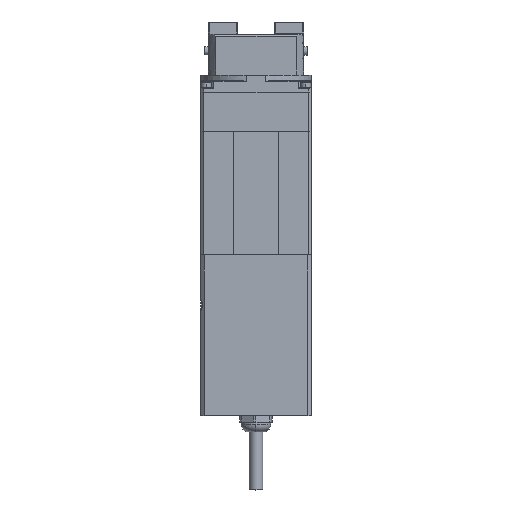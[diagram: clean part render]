
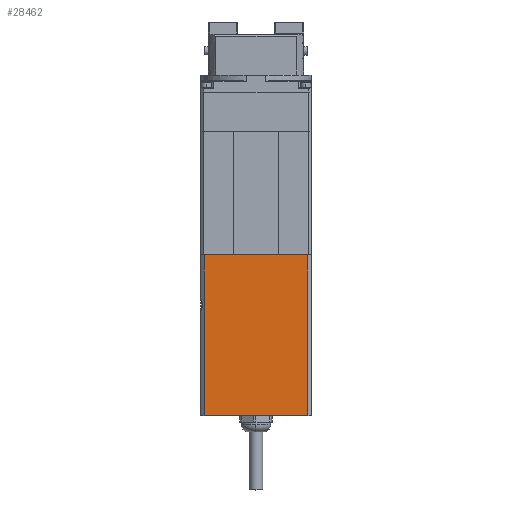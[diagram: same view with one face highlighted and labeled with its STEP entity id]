
A CAD part, top view. The second image highlights one B-rep face of the part: STEP entity #28462.
In plain terms, the highlighted face is planar.
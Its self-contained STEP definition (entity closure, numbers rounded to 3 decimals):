
#304 = PLANE ( 'NONE',  #15077 ) ;
#1368 = CARTESIAN_POINT ( 'NONE',  ( -25., -32.1, 23.5 ) ) ;
#1664 = LINE ( 'NONE', #1368, #20462 ) ;
#2747 = LINE ( 'NONE', #31986, #29547 ) ;
#2943 = ORIENTED_EDGE ( 'NONE', *, *, #21270, .F. ) ;
#3730 = EDGE_CURVE ( 'NONE', #15583, #22093, #2747, .T. ) ;
#4627 = VECTOR ( 'NONE', #13226, 1000. ) ;
#7179 = EDGE_LOOP ( 'NONE', ( #2943, #25467, #15980, #20297 ) ) ;
#7847 = CARTESIAN_POINT ( 'NONE',  ( -25., -8.6, -23.5 ) ) ;
#8330 = EDGE_CURVE ( 'NONE', #17784, #15583, #32270, .T. ) ;
#9024 = LINE ( 'NONE', #23367, #4627 ) ;
#9178 = DIRECTION ( 'NONE',  ( 0., 0., 1. ) ) ;
#11315 = CARTESIAN_POINT ( 'NONE',  ( -25., -32.1, -23.5 ) ) ;
#11630 = DIRECTION ( 'NONE',  ( 0., 1., 0. ) ) ;
#12767 = CARTESIAN_POINT ( 'NONE',  ( -25., -8.6, 23.5 ) ) ;
#13218 = CARTESIAN_POINT ( 'NONE',  ( -25., -81.3, -23.5 ) ) ;
#13226 = DIRECTION ( 'NONE',  ( 0., 0., -1. ) ) ;
#13365 = DIRECTION ( 'NONE',  ( 0., 0., -1. ) ) ;
#13539 = CARTESIAN_POINT ( 'NONE',  ( -25., -81.3, 23.5 ) ) ;
#14449 = EDGE_CURVE ( 'NONE', #22093, #24890, #1664, .T. ) ;
#15077 = AXIS2_PLACEMENT_3D ( 'NONE', #21380, #26181, #13365 ) ;
#15583 = VERTEX_POINT ( 'NONE', #7847 ) ;
#15980 = ORIENTED_EDGE ( 'NONE', *, *, #3730, .F. ) ;
#17784 = VERTEX_POINT ( 'NONE', #13218 ) ;
#19615 = DIRECTION ( 'NONE',  ( 0., -1., 0. ) ) ;
#20297 = ORIENTED_EDGE ( 'NONE', *, *, #8330, .F. ) ;
#20462 = VECTOR ( 'NONE', #19615, 1000. ) ;
#20714 = VECTOR ( 'NONE', #11630, 1000. ) ;
#21270 = EDGE_CURVE ( 'NONE', #24890, #17784, #9024, .T. ) ;
#21380 = CARTESIAN_POINT ( 'NONE',  ( -25., -32.1, 25. ) ) ;
#22093 = VERTEX_POINT ( 'NONE', #12767 ) ;
#23367 = CARTESIAN_POINT ( 'NONE',  ( -25., -81.3, 25. ) ) ;
#23742 = FACE_OUTER_BOUND ( 'NONE', #7179, .T. ) ;
#24890 = VERTEX_POINT ( 'NONE', #13539 ) ;
#25467 = ORIENTED_EDGE ( 'NONE', *, *, #14449, .F. ) ;
#26181 = DIRECTION ( 'NONE',  ( 1., 0., 0. ) ) ;
#28462 = ADVANCED_FACE ( 'NONE', ( #23742 ), #304, .F. ) ;
#29547 = VECTOR ( 'NONE', #9178, 1000. ) ;
#31986 = CARTESIAN_POINT ( 'NONE',  ( -25., -8.6, 25. ) ) ;
#32270 = LINE ( 'NONE', #11315, #20714 ) ;
